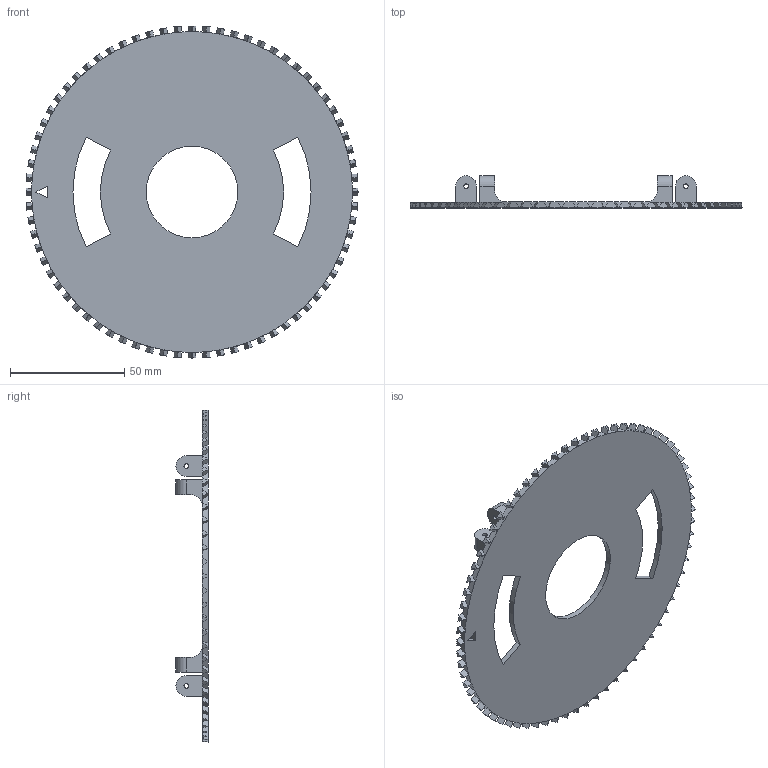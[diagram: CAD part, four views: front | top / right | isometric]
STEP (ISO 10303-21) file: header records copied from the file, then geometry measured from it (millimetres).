
FILE_DESCRIPTION(/* description */ (''),/* implementation_level */ '2;1');
FILE_NAME(/* name */ 'rotor.step',/* time_stamp */ '2024-09-05T14:33:28-03:00',/* author */ (''),/* organization */ (''),/* preprocessor_version */ 'ST-DEVELOPER v20',/* originating_system */ 'Autodesk Translation Framework v13.14.0.145',/* authorisation */ '');
FILE_SCHEMA (('AUTOMOTIVE_DESIGN { 1 0 10303 214 3 1 1 }'));
Length unit declared in the file: millimetre
Products named in the file (1): rotor
Bounding box: 145 x 14 x 145 mm (x, y, z)
Volume: 38557 mm3; surface area: 32525.1 mm2
Topology: 1 solids, 1 shells, 358 faces, 1044 edges, 696 vertices
Faces by surface type: plane 185, cylinder 173
Full cylindrical faces by diameter (mm): 2 x8, 40 x1
Entity records: 12310 total; most frequent: DIRECTION 2396, CARTESIAN_POINT 2099, ORIENTED_EDGE 2088, EDGE_CURVE 1044, AXIS2_PLACEMENT_3D 993, VERTEX_POINT 696, LINE 410, VECTOR 410
